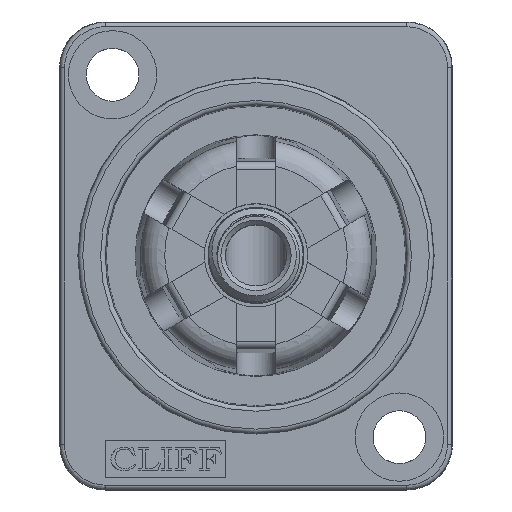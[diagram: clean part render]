
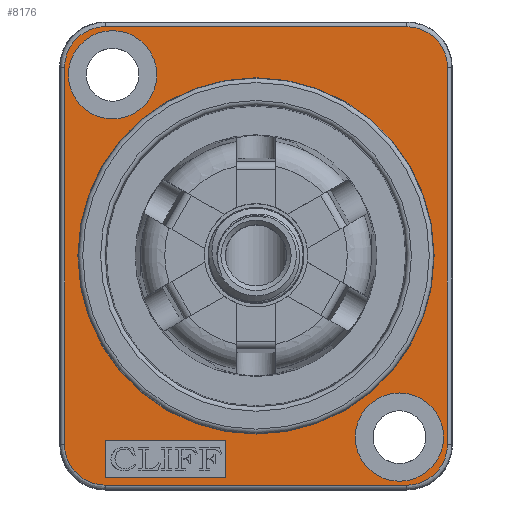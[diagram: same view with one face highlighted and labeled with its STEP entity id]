
A CAD part, top view. The second image highlights one B-rep face of the part: STEP entity #8176.
In plain terms, the highlighted planar face has unit normal (0, 0, 1).
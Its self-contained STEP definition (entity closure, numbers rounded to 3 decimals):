
#47=ELLIPSE('',#8666,2.7,2.7);
#50=ELLIPSE('',#8673,2.7,2.7);
#52=ELLIPSE('',#8678,2.7,2.7);
#54=ELLIPSE('',#8683,2.7,2.7);
#1410=LINE('',#31040,#1983);
#1414=LINE('',#31048,#1987);
#1417=LINE('',#31054,#1990);
#1420=LINE('',#31059,#1993);
#1423=LINE('',#31100,#1996);
#1425=LINE('',#31136,#1998);
#1427=LINE('',#31172,#2000);
#1429=LINE('',#31205,#2002);
#1983=VECTOR('',#10033,2.5);
#1987=VECTOR('',#10039,8.);
#1990=VECTOR('',#10044,2.5);
#1993=VECTOR('',#10049,8.);
#1996=VECTOR('',#10066,19.965);
#1998=VECTOR('',#10078,24.965);
#2000=VECTOR('',#10090,19.965);
#2002=VECTOR('',#10100,24.965);
#2222=FACE_BOUND('',#3003,.T.);
#2223=FACE_BOUND('',#3004,.T.);
#2224=FACE_BOUND('',#3005,.T.);
#2225=FACE_BOUND('',#3006,.T.);
#2551=FACE_OUTER_BOUND('',#3002,.T.);
#3002=EDGE_LOOP('',(#7025,#7026,#7027,#7028,#7029,#7030,#7031,#7032));
#3003=EDGE_LOOP('',(#7033));
#3004=EDGE_LOOP('',(#7034,#7035,#7036,#7037));
#3005=EDGE_LOOP('',(#7038));
#3006=EDGE_LOOP('',(#7039));
#3237=CIRCLE('',#8582,11.8);
#3246=CIRCLE('',#8690,2.925);
#3247=CIRCLE('',#8691,2.925);
#3702=VERTEX_POINT('',#29887);
#3915=VERTEX_POINT('',#31038);
#3916=VERTEX_POINT('',#31039);
#3919=VERTEX_POINT('',#31047);
#3921=VERTEX_POINT('',#31053);
#3924=VERTEX_POINT('',#31088);
#3925=VERTEX_POINT('',#31090);
#3927=VERTEX_POINT('',#31096);
#3929=VERTEX_POINT('',#31126);
#3931=VERTEX_POINT('',#31132);
#3933=VERTEX_POINT('',#31162);
#3935=VERTEX_POINT('',#31168);
#3937=VERTEX_POINT('',#31198);
#3939=VERTEX_POINT('',#31216);
#3940=VERTEX_POINT('',#31218);
#4660=EDGE_CURVE('',#3702,#3702,#3237,.T.);
#4980=EDGE_CURVE('',#3915,#3916,#1410,.T.);
#4984=EDGE_CURVE('',#3919,#3915,#1414,.T.);
#4987=EDGE_CURVE('',#3921,#3919,#1417,.T.);
#4990=EDGE_CURVE('',#3916,#3921,#1420,.T.);
#4993=EDGE_CURVE('',#3924,#3925,#47,.T.);
#4998=EDGE_CURVE('',#3925,#3927,#1423,.T.);
#5001=EDGE_CURVE('',#3927,#3929,#50,.T.);
#5004=EDGE_CURVE('',#3929,#3931,#1425,.T.);
#5007=EDGE_CURVE('',#3931,#3933,#52,.T.);
#5010=EDGE_CURVE('',#3933,#3935,#1427,.T.);
#5013=EDGE_CURVE('',#3935,#3937,#54,.T.);
#5015=EDGE_CURVE('',#3937,#3924,#1429,.T.);
#5021=EDGE_CURVE('',#3939,#3939,#3246,.T.);
#5022=EDGE_CURVE('',#3940,#3940,#3247,.T.);
#7025=ORIENTED_EDGE('',*,*,#4993,.F.);
#7026=ORIENTED_EDGE('',*,*,#5015,.F.);
#7027=ORIENTED_EDGE('',*,*,#5013,.F.);
#7028=ORIENTED_EDGE('',*,*,#5010,.F.);
#7029=ORIENTED_EDGE('',*,*,#5007,.F.);
#7030=ORIENTED_EDGE('',*,*,#5004,.F.);
#7031=ORIENTED_EDGE('',*,*,#5001,.F.);
#7032=ORIENTED_EDGE('',*,*,#4998,.F.);
#7033=ORIENTED_EDGE('',*,*,#4660,.T.);
#7034=ORIENTED_EDGE('',*,*,#4980,.T.);
#7035=ORIENTED_EDGE('',*,*,#4990,.T.);
#7036=ORIENTED_EDGE('',*,*,#4987,.T.);
#7037=ORIENTED_EDGE('',*,*,#4984,.T.);
#7038=ORIENTED_EDGE('',*,*,#5021,.T.);
#7039=ORIENTED_EDGE('',*,*,#5022,.T.);
#7816=PLANE('',#8689);
#8176=ADVANCED_FACE('',(#2551,#2222,#2223,#2224,#2225),#7816,.T.);
#8582=AXIS2_PLACEMENT_3D('',#29888,#9624,#9625);
#8666=AXIS2_PLACEMENT_3D('',#31091,#10055,#10056);
#8673=AXIS2_PLACEMENT_3D('',#31130,#10071,#10072);
#8678=AXIS2_PLACEMENT_3D('',#31166,#10083,#10084);
#8683=AXIS2_PLACEMENT_3D('',#31202,#10095,#10096);
#8689=AXIS2_PLACEMENT_3D('',#31215,#10114,#10115);
#8690=AXIS2_PLACEMENT_3D('',#31217,#10116,#10117);
#8691=AXIS2_PLACEMENT_3D('',#31219,#10118,#10119);
#9624=DIRECTION('center_axis',(0.,0.,
-1.));
#9625=DIRECTION('ref_axis',(-1.,0.,0.));
#10033=DIRECTION('',(0.,1.,0.));
#10039=DIRECTION('',(-1.,0.,0.));
#10044=DIRECTION('',(0.,-1.,0.));
#10049=DIRECTION('',(1.,0.,0.));
#10055=DIRECTION('center_axis',(0.,0.,
-1.));
#10056=DIRECTION('ref_axis',(-0.707,0.707,0.));
#10066=DIRECTION('',(1.,0.,0.));
#10071=DIRECTION('center_axis',(0.,0.,
-1.));
#10072=DIRECTION('ref_axis',(0.707,0.707,0.));
#10078=DIRECTION('',(0.,-1.,0.));
#10083=DIRECTION('center_axis',(0.,0.,
-1.));
#10084=DIRECTION('ref_axis',(0.707,-0.707,0.));
#10090=DIRECTION('',(-1.,0.,0.));
#10095=DIRECTION('center_axis',(0.,0.,
-1.));
#10096=DIRECTION('ref_axis',(-0.707,-0.707,0.));
#10100=DIRECTION('',(0.,1.,0.));
#10114=DIRECTION('center_axis',(0.,0.,
1.));
#10115=DIRECTION('ref_axis',(1.,0.,0.));
#10116=DIRECTION('center_axis',(0.,0.,
-1.));
#10117=DIRECTION('ref_axis',(1.,0.,0.));
#10118=DIRECTION('center_axis',(0.,0.,
-1.));
#10119=DIRECTION('ref_axis',(1.,0.,0.));
#29887=CARTESIAN_POINT('',(1.8,0.,2.3));
#29888=CARTESIAN_POINT('Origin',(-10.,0.,
2.3));
#31038=CARTESIAN_POINT('',(-20.,-14.7,2.3));
#31039=CARTESIAN_POINT('',(-20.,-12.2,2.3));
#31040=CARTESIAN_POINT('',(-20.,-7.35,2.3));
#31047=CARTESIAN_POINT('',(-12.,-14.7,2.3));
#31048=CARTESIAN_POINT('',(-11.,-14.7,2.3));
#31053=CARTESIAN_POINT('',(-12.,-12.2,2.3));
#31054=CARTESIAN_POINT('',(-12.,-6.1,2.3));
#31059=CARTESIAN_POINT('',(-15.,-12.2,2.3));
#31088=CARTESIAN_POINT('',(-22.683,12.483,2.3));
#31090=CARTESIAN_POINT('',(-19.983,15.183,2.3));
#31091=CARTESIAN_POINT('Origin',(-19.982,12.482,2.3));
#31096=CARTESIAN_POINT('',(-0.017,15.183,2.3));
#31100=CARTESIAN_POINT('',(-16.5,15.183,2.3));
#31126=CARTESIAN_POINT('',(2.683,12.483,2.3));
#31130=CARTESIAN_POINT('Origin',(-0.018,12.482,2.3));
#31132=CARTESIAN_POINT('',(2.683,-12.483,2.3));
#31136=CARTESIAN_POINT('',(2.683,7.75,2.3));
#31162=CARTESIAN_POINT('',(-0.017,-15.183,2.3));
#31166=CARTESIAN_POINT('Origin',(-0.018,-12.482,
2.3));
#31168=CARTESIAN_POINT('',(-19.983,-15.183,2.3));
#31172=CARTESIAN_POINT('',(-3.5,-15.183,2.3));
#31198=CARTESIAN_POINT('',(-22.683,-12.483,2.3));
#31202=CARTESIAN_POINT('Origin',(-19.982,-12.482,2.3));
#31205=CARTESIAN_POINT('',(-22.683,-7.75,2.3));
#31215=CARTESIAN_POINT('Origin',(-10.,0.,
2.3));
#31216=CARTESIAN_POINT('',(-22.425,12.,2.3));
#31217=CARTESIAN_POINT('Origin',(-19.5,12.,2.3));
#31218=CARTESIAN_POINT('',(-3.425,-12.,2.3));
#31219=CARTESIAN_POINT('Origin',(-0.5,-12.,2.3));
